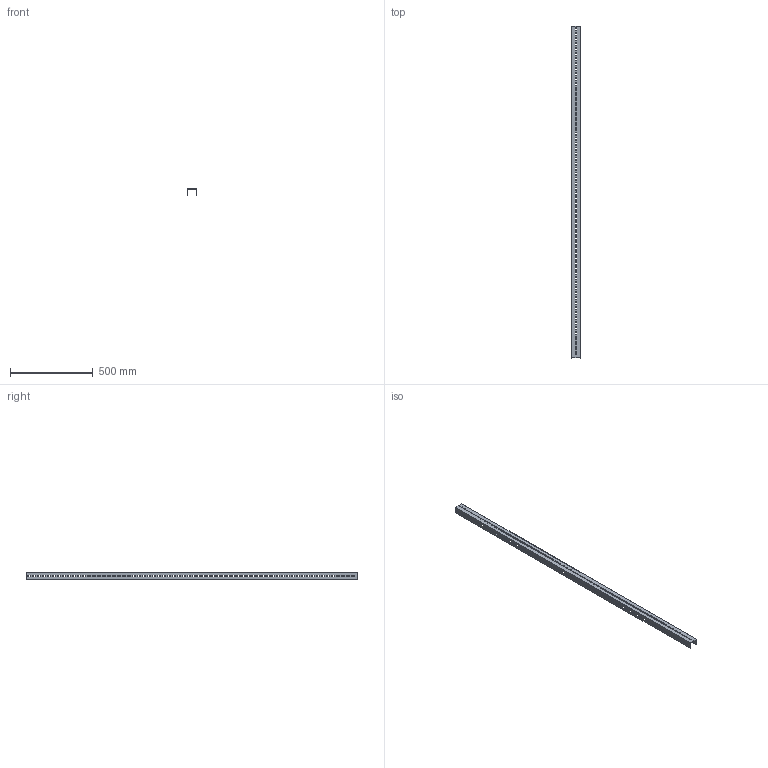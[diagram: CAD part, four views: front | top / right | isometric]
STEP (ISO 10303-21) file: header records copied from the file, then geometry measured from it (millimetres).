
FILE_DESCRIPTION (( 'STEP AP203' ), '1' );
FILE_NAME ('CLP1Z-2000-M-HDZ Ïðîôèëü ïåðôîðèðîâàííûé 2000 IEK HDZ.STEP', '2016-03-22T12:04:20', ( '' ), ( '' ), 'SwSTEP 2.0', 'SolidWorks 2014', '' );
FILE_SCHEMA (( 'CONFIG_CONTROL_DESIGN' ));
Length unit declared in the file: millimetre
Products named in the file (1): CLP1Z-2000-M-HDZ Ïðîôèëü ïåðôîðèðîâàííûé 2000 IEK HDZ
Bounding box: 55 x 2000 x 40 mm (x, y, z)
Volume: 459603.6 mm3; surface area: 488036.2 mm2
Topology: 1 solids, 1 shells, 810 faces, 2416 edges, 1608 vertices
Faces by surface type: plane 414, cylinder 396
Entity records: 28277 total; most frequent: CARTESIAN_POINT 4835, ORIENTED_EDGE 4832, DIRECTION 4830, EDGE_CURVE 2416, LINE 1624, VECTOR 1624, VERTEX_POINT 1608, AXIS2_PLACEMENT_3D 1603
